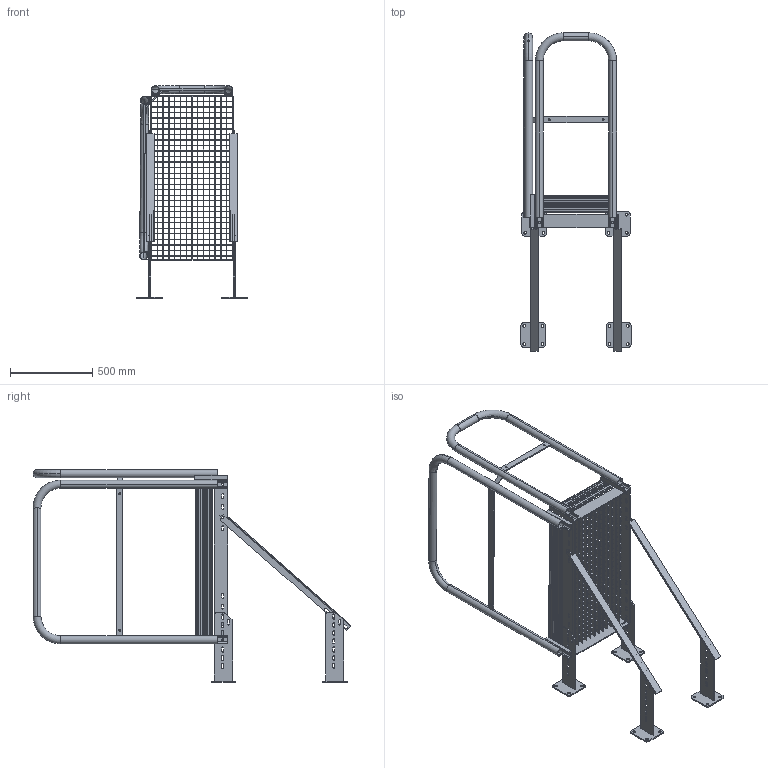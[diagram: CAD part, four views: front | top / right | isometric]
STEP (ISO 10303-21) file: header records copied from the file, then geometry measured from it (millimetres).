
FILE_DESCRIPTION (( 'STEP AP203' ), '1' );
FILE_NAME ('0529225701.STEP', '2024-07-02T05:42:44', ( '' ), ( '' ), 'SwSTEP 2.0', 'SolidWorks 2022', '' );
FILE_SCHEMA (( 'CONFIG_CONTROL_DESIGN' ));
Products named in the file (1): 0529225701
Bounding box: 668 x 1929.42 x 1291.15 mm (x, y, z)
Volume: 7699421.3 mm3; surface area: 4692811.5 mm2
Topology: 69 solids, 69 shells, 2516 faces, 7122 edges, 4736 vertices
Faces by surface type: plane 2106, cylinder 394, torus 16
Entity records: 81569 total; most frequent: CARTESIAN_POINT 15113, ORIENTED_EDGE 14244, DIRECTION 12956, EDGE_CURVE 7122, VECTOR 6282, LINE 6282, VERTEX_POINT 4736, AXIS2_PLACEMENT_3D 3337
